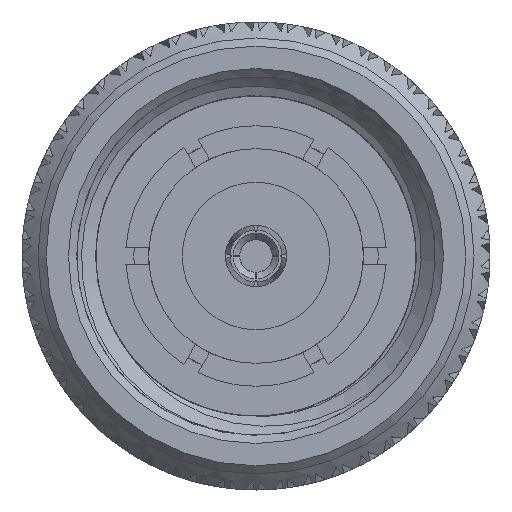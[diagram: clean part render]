
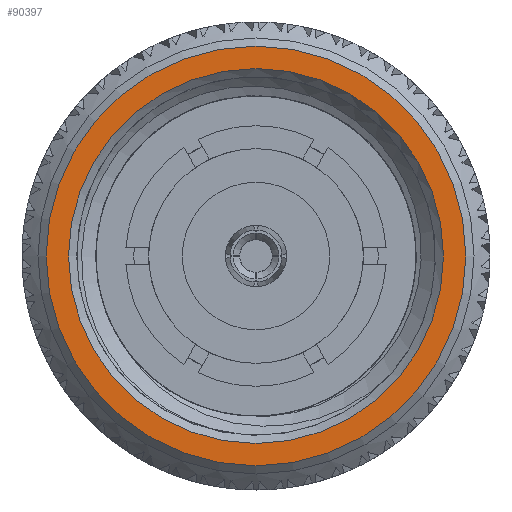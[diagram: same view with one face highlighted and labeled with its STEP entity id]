
A CAD part, left-side view. The second image highlights one B-rep face of the part: STEP entity #90397.
In plain terms, the highlighted planar face has unit normal (-1, 0, 0).
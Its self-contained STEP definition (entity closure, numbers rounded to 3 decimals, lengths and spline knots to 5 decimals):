
#560 = PLANE ( 'NONE',  #69922 ) ;
#648 = DIRECTION ( 'NONE',  ( 0., 1., 0. ) ) ;
#930 = DIRECTION ( 'NONE',  ( 0., 1., 0. ) ) ;
#8439 = AXIS2_PLACEMENT_3D ( 'NONE', #75721, #58562, #648 ) ;
#10845 = CIRCLE ( 'NONE', #101572, 0.22875 ) ;
#13041 = VERTEX_POINT ( 'NONE', #35631 ) ;
#23724 = CIRCLE ( 'NONE', #8439, 0.256 ) ;
#27301 = EDGE_LOOP ( 'NONE', ( #38714 ) ) ;
#29993 = EDGE_CURVE ( 'NONE', #13041, #13041, #23724, .T. ) ;
#30968 = DIRECTION ( 'NONE',  ( 0., 1., 0. ) ) ;
#35631 = CARTESIAN_POINT ( 'NONE',  ( 0., 0.256, 0. ) ) ;
#36583 = VERTEX_POINT ( 'NONE', #84971 ) ;
#38714 = ORIENTED_EDGE ( 'NONE', *, *, #61464, .T. ) ;
#39731 = CARTESIAN_POINT ( 'NONE',  ( 0., 0., 0. ) ) ;
#39874 = FACE_OUTER_BOUND ( 'NONE', #69809, .T. ) ;
#46282 = ORIENTED_EDGE ( 'NONE', *, *, #29993, .T. ) ;
#58562 = DIRECTION ( 'NONE',  ( -1., 0., 0. ) ) ;
#61464 = EDGE_CURVE ( 'NONE', #36583, #36583, #10845, .T. ) ;
#69809 = EDGE_LOOP ( 'NONE', ( #46282 ) ) ;
#69922 = AXIS2_PLACEMENT_3D ( 'NONE', #100847, #75643, #930 ) ;
#75643 = DIRECTION ( 'NONE',  ( 1., 0., 0. ) ) ;
#75721 = CARTESIAN_POINT ( 'NONE',  ( 0., 0., 0. ) ) ;
#76464 = FACE_BOUND ( 'NONE', #27301, .T. ) ;
#84971 = CARTESIAN_POINT ( 'NONE',  ( 0., 0.22875, 0. ) ) ;
#90397 = ADVANCED_FACE ( 'NONE', ( #76464, #39874 ), #560, .F. ) ;
#100847 = CARTESIAN_POINT ( 'NONE',  ( 0., 0.27, 0. ) ) ;
#101572 = AXIS2_PLACEMENT_3D ( 'NONE', #39731, #105459, #30968 ) ;
#105459 = DIRECTION ( 'NONE',  ( 1., 0., 0. ) ) ;
